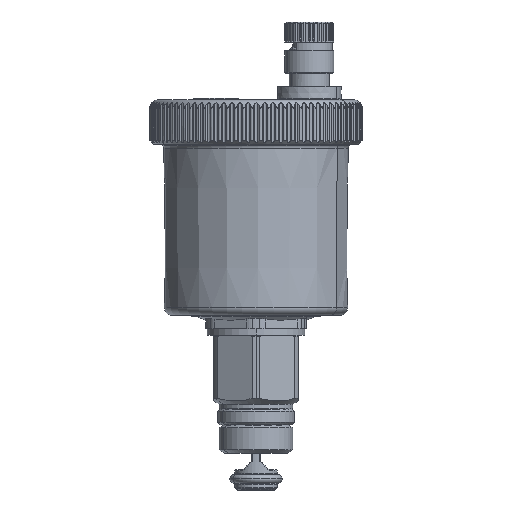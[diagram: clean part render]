
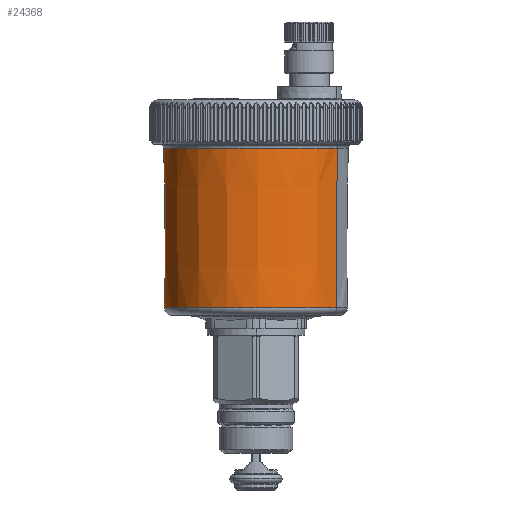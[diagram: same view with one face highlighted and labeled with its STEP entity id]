
A CAD part, left-side view. The second image highlights one B-rep face of the part: STEP entity #24368.
In plain terms, the highlighted conical face has half-angle 0.3 degrees and reference radius 20.589 mm.
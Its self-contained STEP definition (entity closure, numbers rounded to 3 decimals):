
#24299=CARTESIAN_POINT('Vertex',(-9.546,-18.249,-0.38)) ;
#24301=CARTESIAN_POINT('Vertex',(10.385,18.234,-0.38)) ;
#24326=CARTESIAN_POINT('Axis2P3D Location',(0.42,-0.007,-0.38)) ;
#24338=CARTESIAN_POINT('Axis2P3D Location',(0.42,-0.007,-37.9)) ;
#24343=CARTESIAN_POINT('Line Origine',(-9.499,-18.163,-18.935)) ;
#24347=CARTESIAN_POINT('Vertex',(-9.456,-18.084,-36.209)) ;
#24350=CARTESIAN_POINT('Line Origine',(10.338,18.149,-18.935)) ;
#24354=CARTESIAN_POINT('Vertex',(10.295,18.069,-36.209)) ;
#24357=CARTESIAN_POINT('Axis2P3D Location',(0.42,-0.007,-36.209)) ;
#24327=DIRECTION('Axis2P3D Direction',(0.,-0.,-1.)) ;
#24339=DIRECTION('Axis2P3D Direction',(0.,0.,1.)) ;
#24340=DIRECTION('Axis2P3D XDirection',(-0.479,-0.878,0.)) ;
#24344=DIRECTION('Vector Direction',(-0.003,-0.005,1.)) ;
#24351=DIRECTION('Vector Direction',(0.003,0.005,1.)) ;
#24358=DIRECTION('Axis2P3D Direction',(0.,0.,1.)) ;
#24328=AXIS2_PLACEMENT_3D('Circle Axis2P3D',#24326,#24327,$) ;
#24341=AXIS2_PLACEMENT_3D('Cone Axis2P3D',#24338,#24339,#24340) ;
#24359=AXIS2_PLACEMENT_3D('Circle Axis2P3D',#24357,#24358,$) ;
#24363=ORIENTED_EDGE('',*,*,#24349,.F.) ;
#24364=ORIENTED_EDGE('',*,*,#24330,.F.) ;
#24365=ORIENTED_EDGE('',*,*,#24356,.T.) ;
#24366=ORIENTED_EDGE('',*,*,#24361,.F.) ;
#24345=VECTOR('Line Direction',#24344,1.) ;
#24352=VECTOR('Line Direction',#24351,1.) ;
#24368=ADVANCED_FACE('PartBody',(#24367),#24342,.T.) ;
#24329=CIRCLE('generated circle',#24328,20.786) ;
#24360=CIRCLE('generated circle',#24359,20.598) ;
#24342=CONICAL_SURFACE('Cone',#24341,20.589,0.005) ;
#24330=EDGE_CURVE('',#24302,#24300,#24329,.F.) ;
#24349=EDGE_CURVE('',#24300,#24348,#24346,.F.) ;
#24356=EDGE_CURVE('',#24302,#24355,#24353,.F.) ;
#24361=EDGE_CURVE('',#24348,#24355,#24360,.F.) ;
#24362=EDGE_LOOP('',(#24363,#24364,#24365,#24366)) ;
#24367=FACE_OUTER_BOUND('',#24362,.T.) ;
#24346=LINE('Line',#24343,#24345) ;
#24353=LINE('Line',#24350,#24352) ;
#24300=VERTEX_POINT('',#24299) ;
#24302=VERTEX_POINT('',#24301) ;
#24348=VERTEX_POINT('',#24347) ;
#24355=VERTEX_POINT('',#24354) ;
